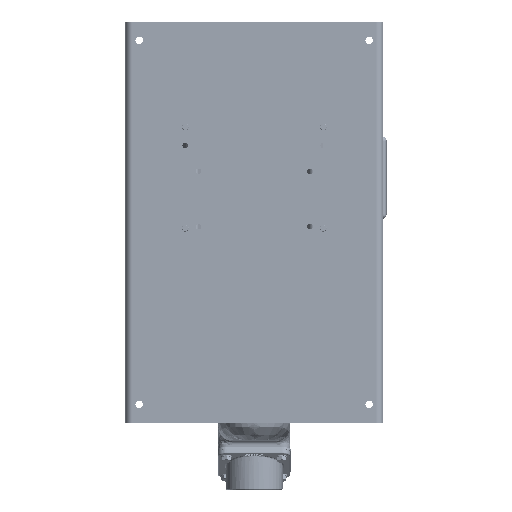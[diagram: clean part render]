
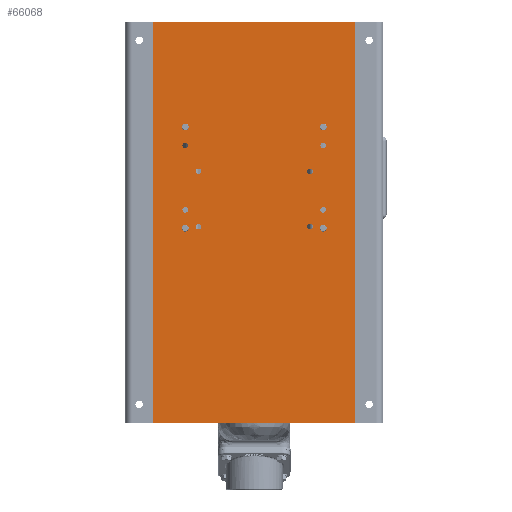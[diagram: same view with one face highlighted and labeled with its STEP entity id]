
A CAD part, front view. The second image highlights one B-rep face of the part: STEP entity #66068.
In plain terms, the highlighted planar face has unit normal (0, -1, 0).
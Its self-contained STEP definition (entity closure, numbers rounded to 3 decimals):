
#1874=FACE_BOUND($,#14976,.T.);
#1875=FACE_BOUND($,#14977,.T.);
#1876=FACE_BOUND($,#14978,.T.);
#1877=FACE_BOUND($,#14979,.T.);
#1878=FACE_BOUND($,#14980,.T.);
#1879=FACE_BOUND($,#14981,.T.);
#1880=FACE_BOUND($,#14982,.T.);
#1881=FACE_BOUND($,#14983,.T.);
#1882=FACE_BOUND($,#14984,.T.);
#1883=FACE_BOUND($,#14985,.T.);
#1884=FACE_BOUND($,#14986,.T.);
#1885=FACE_BOUND($,#14987,.T.);
#1886=FACE_BOUND($,#14988,.T.);
#1887=FACE_BOUND($,#14989,.T.);
#1888=FACE_BOUND($,#14990,.T.);
#1889=FACE_BOUND($,#14991,.T.);
#1890=FACE_BOUND($,#14992,.T.);
#2794=PLANE($,#71561);
#6180=CIRCLE($,#71304,0.205);
#6183=CIRCLE($,#71308,0.205);
#6187=CIRCLE($,#71314,0.205);
#6192=CIRCLE($,#71322,0.205);
#6287=CIRCLE($,#71485,0.154);
#6289=CIRCLE($,#71489,0.154);
#6291=CIRCLE($,#71493,0.154);
#6293=CIRCLE($,#71497,0.154);
#6295=CIRCLE($,#71501,0.154);
#6297=CIRCLE($,#71505,0.154);
#6299=CIRCLE($,#71509,0.154);
#6301=CIRCLE($,#71513,0.154);
#6303=CIRCLE($,#71517,0.154);
#6305=CIRCLE($,#71521,0.154);
#6307=CIRCLE($,#71525,0.154);
#6309=CIRCLE($,#71529,0.154);
#14976=EDGE_LOOP($,(#54975));
#14977=EDGE_LOOP($,(#54976));
#14978=EDGE_LOOP($,(#54977));
#14979=EDGE_LOOP($,(#54978));
#14980=EDGE_LOOP($,(#54979));
#14981=EDGE_LOOP($,(#54980));
#14982=EDGE_LOOP($,(#54981));
#14983=EDGE_LOOP($,(#54982));
#14984=EDGE_LOOP($,(#54983));
#14985=EDGE_LOOP($,(#54984));
#14986=EDGE_LOOP($,(#54985));
#14987=EDGE_LOOP($,(#54986));
#14988=EDGE_LOOP($,(#54987));
#14989=EDGE_LOOP($,(#54988));
#14990=EDGE_LOOP($,(#54989));
#14991=EDGE_LOOP($,(#54990));
#14992=EDGE_LOOP($,(#54991,#54992,#54993,#54994));
#19319=LINE($,#152401,#23145);
#19343=LINE($,#152464,#23169);
#19344=LINE($,#152467,#23170);
#19345=LINE($,#152468,#23171);
#23145=VECTOR($,#84296,13.281);
#23169=VECTOR($,#84364,21.79);
#23170=VECTOR($,#84367,13.281);
#23171=VECTOR($,#84368,21.79);
#30733=VERTEX_POINT($,#151912);
#30736=VERTEX_POINT($,#151919);
#30740=VERTEX_POINT($,#151929);
#30745=VERTEX_POINT($,#151942);
#30856=VERTEX_POINT($,#152294);
#30858=VERTEX_POINT($,#152300);
#30860=VERTEX_POINT($,#152306);
#30862=VERTEX_POINT($,#152312);
#30864=VERTEX_POINT($,#152318);
#30866=VERTEX_POINT($,#152324);
#30868=VERTEX_POINT($,#152330);
#30870=VERTEX_POINT($,#152336);
#30872=VERTEX_POINT($,#152342);
#30874=VERTEX_POINT($,#152348);
#30876=VERTEX_POINT($,#152354);
#30878=VERTEX_POINT($,#152360);
#30895=VERTEX_POINT($,#152398);
#30896=VERTEX_POINT($,#152400);
#30913=VERTEX_POINT($,#152462);
#30914=VERTEX_POINT($,#152466);
#38954=EDGE_CURVE($,#30733,#30733,#6180,.T.);
#38957=EDGE_CURVE($,#30736,#30736,#6183,.T.);
#38961=EDGE_CURVE($,#30740,#30740,#6187,.T.);
#38966=EDGE_CURVE($,#30745,#30745,#6192,.T.);
#39139=EDGE_CURVE($,#30856,#30856,#6287,.T.);
#39141=EDGE_CURVE($,#30858,#30858,#6289,.T.);
#39143=EDGE_CURVE($,#30860,#30860,#6291,.T.);
#39145=EDGE_CURVE($,#30862,#30862,#6293,.T.);
#39147=EDGE_CURVE($,#30864,#30864,#6295,.T.);
#39149=EDGE_CURVE($,#30866,#30866,#6297,.T.);
#39151=EDGE_CURVE($,#30868,#30868,#6299,.T.);
#39153=EDGE_CURVE($,#30870,#30870,#6301,.T.);
#39155=EDGE_CURVE($,#30872,#30872,#6303,.T.);
#39157=EDGE_CURVE($,#30874,#30874,#6305,.T.);
#39159=EDGE_CURVE($,#30876,#30876,#6307,.T.);
#39161=EDGE_CURVE($,#30878,#30878,#6309,.T.);
#39180=EDGE_CURVE($,#30896,#30895,#19319,.T.);
#39212=EDGE_CURVE($,#30913,#30895,#19343,.T.);
#39213=EDGE_CURVE($,#30913,#30914,#19344,.T.);
#39214=EDGE_CURVE($,#30914,#30896,#19345,.T.);
#54975=ORIENTED_EDGE($,*,*,#38954,.T.);
#54976=ORIENTED_EDGE($,*,*,#38957,.T.);
#54977=ORIENTED_EDGE($,*,*,#38961,.T.);
#54978=ORIENTED_EDGE($,*,*,#38966,.T.);
#54979=ORIENTED_EDGE($,*,*,#39149,.T.);
#54980=ORIENTED_EDGE($,*,*,#39145,.T.);
#54981=ORIENTED_EDGE($,*,*,#39141,.T.);
#54982=ORIENTED_EDGE($,*,*,#39157,.T.);
#54983=ORIENTED_EDGE($,*,*,#39153,.T.);
#54984=ORIENTED_EDGE($,*,*,#39151,.T.);
#54985=ORIENTED_EDGE($,*,*,#39139,.T.);
#54986=ORIENTED_EDGE($,*,*,#39143,.T.);
#54987=ORIENTED_EDGE($,*,*,#39147,.T.);
#54988=ORIENTED_EDGE($,*,*,#39161,.T.);
#54989=ORIENTED_EDGE($,*,*,#39155,.T.);
#54990=ORIENTED_EDGE($,*,*,#39159,.T.);
#54991=ORIENTED_EDGE($,*,*,#39213,.T.);
#54992=ORIENTED_EDGE($,*,*,#39214,.T.);
#54993=ORIENTED_EDGE($,*,*,#39180,.T.);
#54994=ORIENTED_EDGE($,*,*,#39212,.F.);
#66068=ADVANCED_FACE($,(#1874,#1875,#1876,#1877,#1878,#1879,#1880,#1881,
#1882,#1883,#1884,#1885,#1886,#1887,#1888,#1889,#1890),#2794,.T.);
#71304=AXIS2_PLACEMENT_3D($,#151913,#83736,#83737);
#71308=AXIS2_PLACEMENT_3D($,#151920,#83744,#83745);
#71314=AXIS2_PLACEMENT_3D($,#151930,#83756,#83757);
#71322=AXIS2_PLACEMENT_3D($,#151943,#83772,#83773);
#71485=AXIS2_PLACEMENT_3D($,#152295,#84176,#84177);
#71489=AXIS2_PLACEMENT_3D($,#152301,#84184,#84185);
#71493=AXIS2_PLACEMENT_3D($,#152307,#84192,#84193);
#71497=AXIS2_PLACEMENT_3D($,#152313,#84200,#84201);
#71501=AXIS2_PLACEMENT_3D($,#152319,#84208,#84209);
#71505=AXIS2_PLACEMENT_3D($,#152325,#84216,#84217);
#71509=AXIS2_PLACEMENT_3D($,#152331,#84224,#84225);
#71513=AXIS2_PLACEMENT_3D($,#152337,#84232,#84233);
#71517=AXIS2_PLACEMENT_3D($,#152343,#84240,#84241);
#71521=AXIS2_PLACEMENT_3D($,#152349,#84248,#84249);
#71525=AXIS2_PLACEMENT_3D($,#152355,#84256,#84257);
#71529=AXIS2_PLACEMENT_3D($,#152361,#84264,#84265);
#71561=AXIS2_PLACEMENT_3D($,#152465,#84365,#84366);
#83736=DIRECTION('center_axis',(0.,1.,0.));
#83737=DIRECTION('ref_axis',(-1.,0.,0.));
#83744=DIRECTION('center_axis',(0.,1.,0.));
#83745=DIRECTION('ref_axis',(-1.,0.,0.));
#83756=DIRECTION('center_axis',(0.,1.,0.));
#83757=DIRECTION('ref_axis',(-1.,0.,0.));
#83772=DIRECTION('center_axis',(0.,1.,0.));
#83773=DIRECTION('ref_axis',(-1.,0.,0.));
#84176=DIRECTION('center_axis',(0.,1.,0.));
#84177=DIRECTION('ref_axis',(1.,0.,0.));
#84184=DIRECTION('center_axis',(0.,1.,0.));
#84185=DIRECTION('ref_axis',(1.,0.,0.));
#84192=DIRECTION('center_axis',(0.,1.,0.));
#84193=DIRECTION('ref_axis',(1.,0.,0.));
#84200=DIRECTION('center_axis',(0.,1.,0.));
#84201=DIRECTION('ref_axis',(1.,0.,0.));
#84208=DIRECTION('center_axis',(0.,1.,0.));
#84209=DIRECTION('ref_axis',(1.,0.,0.));
#84216=DIRECTION('center_axis',(0.,1.,0.));
#84217=DIRECTION('ref_axis',(1.,0.,0.));
#84224=DIRECTION('center_axis',(0.,1.,0.));
#84225=DIRECTION('ref_axis',(1.,0.,0.));
#84232=DIRECTION('center_axis',(0.,1.,0.));
#84233=DIRECTION('ref_axis',(1.,0.,0.));
#84240=DIRECTION('center_axis',(0.,1.,0.));
#84241=DIRECTION('ref_axis',(1.,0.,0.));
#84248=DIRECTION('center_axis',(0.,1.,0.));
#84249=DIRECTION('ref_axis',(1.,0.,0.));
#84256=DIRECTION('center_axis',(0.,1.,0.));
#84257=DIRECTION('ref_axis',(1.,0.,0.));
#84264=DIRECTION('center_axis',(0.,1.,0.));
#84265=DIRECTION('ref_axis',(1.,0.,0.));
#84296=DIRECTION($,(1.,0.,0.));
#84364=DIRECTION($,(0.,0.,-1.));
#84365=DIRECTION('center_axis',(0.,-1.,0.));
#84366=DIRECTION('ref_axis',(0.,0.,-1.));
#84367=DIRECTION($,(-1.,0.,0.));
#84368=DIRECTION($,(0.,0.,-1.));
#151912=CARTESIAN_POINT('',(-6.045,-0.179,9.895));
#151913=CARTESIAN_POINT('Origin',(-6.25,-0.179,9.895));
#151919=CARTESIAN_POINT('',(6.455,-0.179,9.895));
#151920=CARTESIAN_POINT('Origin',(6.25,-0.179,9.895));
#151929=CARTESIAN_POINT('',(6.455,-0.179,-9.895));
#151930=CARTESIAN_POINT('Origin',(6.25,-0.179,-9.895));
#151942=CARTESIAN_POINT('',(-6.045,-0.179,-9.895));
#151943=CARTESIAN_POINT('Origin',(-6.25,-0.179,-9.895));
#152294=CARTESIAN_POINT('',(3.597,-0.179,-5.185));
#152295=CARTESIAN_POINT('Origin',(3.75,-0.179,-5.185));
#152300=CARTESIAN_POINT('',(2.878,-0.179,0.225));
#152301=CARTESIAN_POINT('Origin',(3.031,-0.179,0.225));
#152306=CARTESIAN_POINT('',(3.597,-0.179,-4.185));
#152307=CARTESIAN_POINT('Origin',(3.75,-0.179,-4.185));
#152312=CARTESIAN_POINT('',(3.597,-0.179,-0.685));
#152313=CARTESIAN_POINT('Origin',(3.75,-0.179,-0.685));
#152318=CARTESIAN_POINT('',(3.597,-0.179,0.315));
#152319=CARTESIAN_POINT('Origin',(3.75,-0.179,0.315));
#152324=CARTESIAN_POINT('',(2.878,-0.179,-2.775));
#152325=CARTESIAN_POINT('Origin',(3.031,-0.179,-2.775));
#152330=CARTESIAN_POINT('',(-3.904,-0.179,-0.685));
#152331=CARTESIAN_POINT('Origin',(-3.75,-0.179,-0.685));
#152336=CARTESIAN_POINT('',(-3.185,-0.179,0.225));
#152337=CARTESIAN_POINT('Origin',(-3.031,-0.179,0.225));
#152342=CARTESIAN_POINT('',(-3.904,-0.179,-4.185));
#152343=CARTESIAN_POINT('Origin',(-3.75,-0.179,-4.185));
#152348=CARTESIAN_POINT('',(-3.185,-0.179,-2.775));
#152349=CARTESIAN_POINT('Origin',(-3.031,-0.179,-2.775));
#152354=CARTESIAN_POINT('',(-3.904,-0.179,0.315));
#152355=CARTESIAN_POINT('Origin',(-3.75,-0.179,0.315));
#152360=CARTESIAN_POINT('',(-3.904,-0.179,-5.185));
#152361=CARTESIAN_POINT('Origin',(-3.75,-0.179,-5.185));
#152398=CARTESIAN_POINT('',(6.641,-0.179,-10.895));
#152400=CARTESIAN_POINT('',(-6.641,-0.179,-10.895));
#152401=CARTESIAN_POINT($,(6.641,-0.179,-10.895));
#152462=CARTESIAN_POINT('',(6.641,-0.179,10.895));
#152464=CARTESIAN_POINT($,(6.641,-0.179,0.));
#152465=CARTESIAN_POINT('Origin',(6.641,-0.179,0.));
#152466=CARTESIAN_POINT('',(-6.641,-0.179,10.895));
#152467=CARTESIAN_POINT($,(6.641,-0.179,10.895));
#152468=CARTESIAN_POINT($,(-6.641,-0.179,0.));
